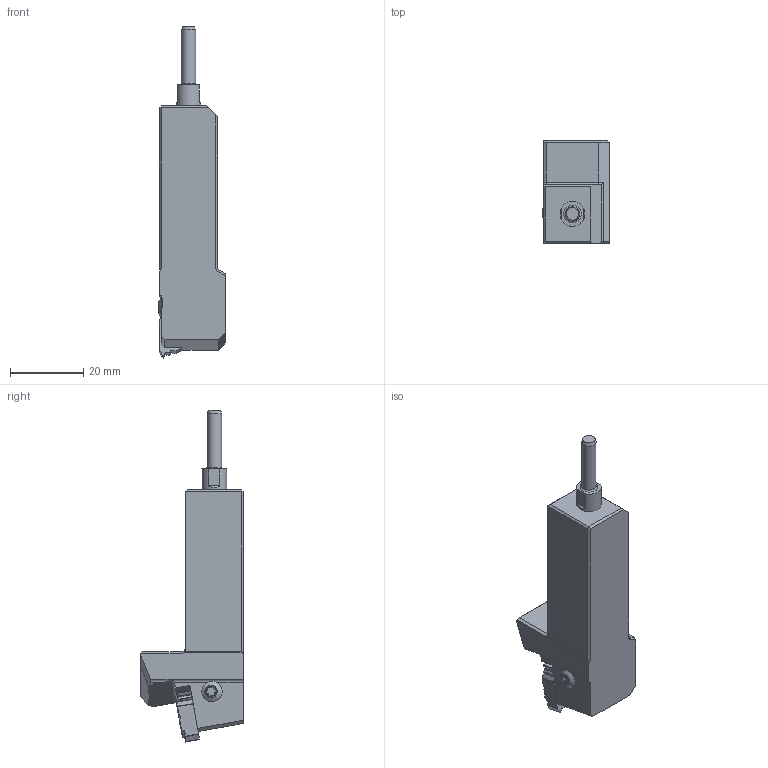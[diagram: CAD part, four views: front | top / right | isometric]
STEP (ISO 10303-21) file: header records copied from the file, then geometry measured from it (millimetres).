
FILE_DESCRIPTION(/* description */ (''),/* implementation_level */ '2;1');
FILE_NAME(/* name */ '1574664935041.stp',/* time_stamp */ '2019-11-25T12:25:46+06:00',/* author */ (''),/* organization */ ('SMS'),/* preprocessor_version */ 'ST-DEVELOPER v16.7',/* originating_system */ 'SIEMENS PLM Software NX 12.0',/* authorisation */ '');
FILE_SCHEMA (('AUTOMOTIVE_DESIGN { 1 0 10303 214 3 1 1 1 }'));
Length unit declared in the file: millimetre
Products named in the file (4): 202690723mod000_00; ASSEMBLY_CONSTRUCTION; 202175695mod000_00; 202175855mod000_00
Assembly tree (3 placements, depth 2):
  202175855mod000_00
    202175695mod000_00
    ASSEMBLY_CONSTRUCTION
    202690723mod000_00
Bounding box: 18.22 x 28 x 90.38 mm (x, y, z)
Volume: 19964.3 mm3; surface area: 6146.4 mm2
Topology: 2 solids, 2 shells, 216 faces, 581 edges, 378 vertices
Faces by surface type: plane 103, cylinder 63, extrusion 21, cone 11, bspline 10, torus 5, sphere 3
Full cylindrical faces by diameter (mm): 3.95 x1, 4.4 x2, 6.75 x1
Entity records: 9003 total; most frequent: CARTESIAN_POINT 3541, ORIENTED_EDGE 1116, DIRECTION 1068, EDGE_CURVE 558, VERTEX_POINT 363, VECTOR 358, AXIS2_PLACEMENT_3D 355, LINE 337
